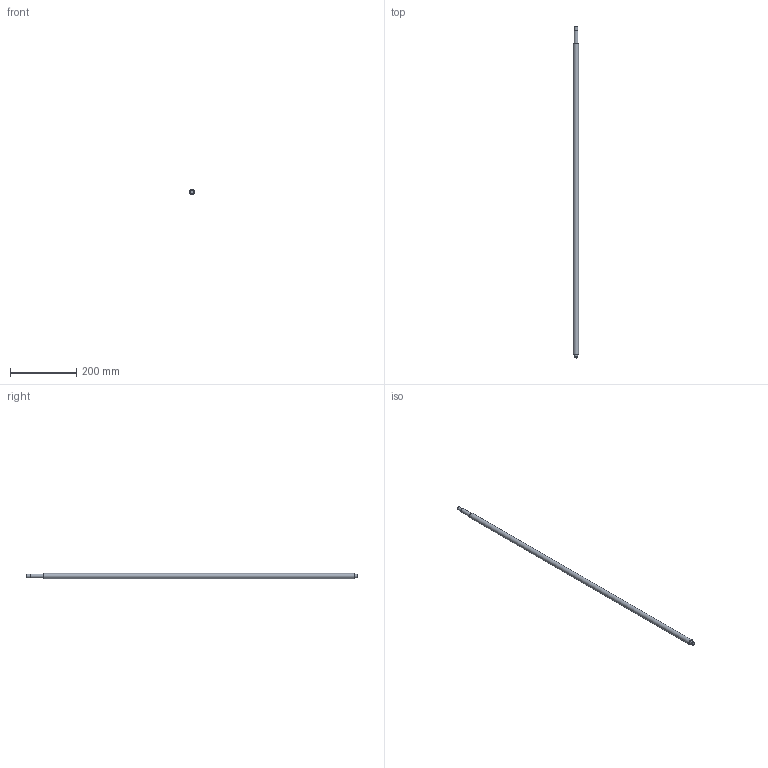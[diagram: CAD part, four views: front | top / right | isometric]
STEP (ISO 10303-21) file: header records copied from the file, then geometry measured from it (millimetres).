
FILE_DESCRIPTION(/* description */ (''),/* implementation_level */ '2;1');
FILE_NAME(/* name */ 'KUS1605x1000.stp',/* time_stamp */ '2018-06-24T15:08:47+02:00',/* author */ ('David'),/* organization */ (''),/* preprocessor_version */ 'ST-DEVELOPER v17',/* originating_system */ 'Autodesk Inventor 2019',/* authorisation */ '');
FILE_SCHEMA (('AUTOMOTIVE_DESIGN { 1 0 10303 214 3 1 1 }'));
Length unit declared in the file: millimetre
Products named in the file (1): SFU1605xvariabel
Bounding box: 16 x 1000 x 16 mm (x, y, z)
Volume: 194431.1 mm3; surface area: 49679.2 mm2
Topology: 1 solids, 1 shells, 15 faces, 34 edges, 26 vertices
Faces by surface type: plane 7, cylinder 6, cone 2
Full cylindrical faces by diameter (mm): 9.6 x1, 10 x3, 12 x1, 16 x1
Entity records: 493 total; most frequent: DIRECTION 92, CARTESIAN_POINT 76, ORIENTED_EDGE 68, AXIS2_PLACEMENT_3D 42, EDGE_CURVE 34, CIRCLE 26, VERTEX_POINT 26, EDGE_LOOP 20
